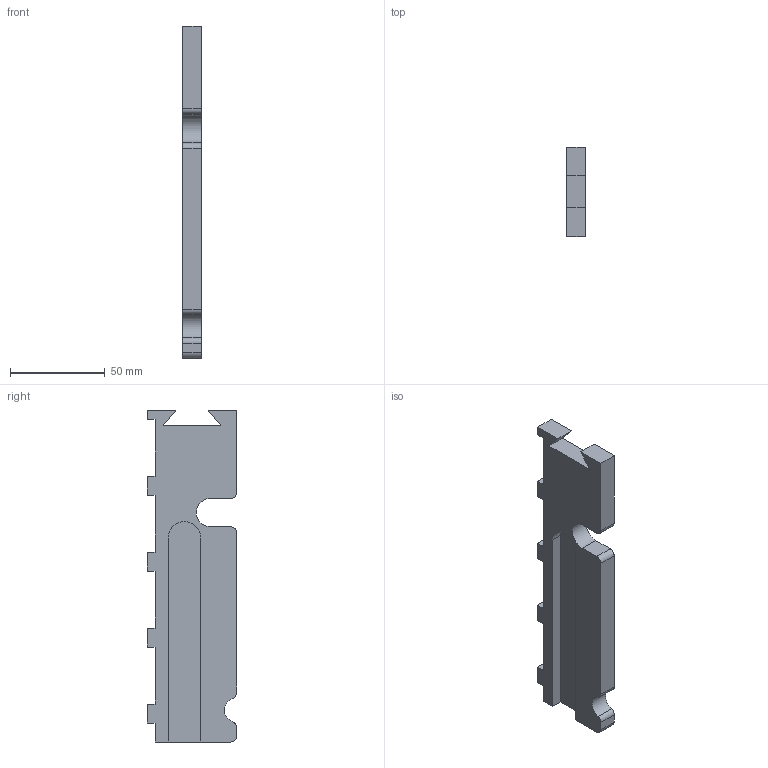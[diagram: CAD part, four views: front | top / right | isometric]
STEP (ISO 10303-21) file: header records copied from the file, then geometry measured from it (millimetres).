
FILE_DESCRIPTION(/* description */ (''),/* implementation_level */ '2;1');
FILE_NAME(/* name */ '',/* time_stamp */ '2025-04-09T01:05:01+03:00',/* author */ ('I9232'),/* organization */ (''),/* preprocessor_version */ 'ST-DEVELOPER v19.2',/* originating_system */ 'Autodesk Inventor 2023',/* authorisation */ '');
FILE_SCHEMA (('AUTOMOTIVE_DESIGN { 1 0 10303 214 3 1 1 }'));
Length unit declared in the file: millimetre
Products named in the file (1): Рельс платформы 
подъёмника_MIR
Bounding box: 10 x 47 x 175 mm (x, y, z)
Volume: 59265 mm3; surface area: 21535 mm2
Topology: 1 solids, 1 shells, 51 faces, 135 edges, 90 vertices
Faces by surface type: plane 39, cylinder 12
Full cylindrical faces by diameter (mm): 4 x4
Entity records: 1616 total; most frequent: CARTESIAN_POINT 277, ORIENTED_EDGE 270, DIRECTION 263, EDGE_CURVE 135, LINE 111, VECTOR 111, VERTEX_POINT 90, AXIS2_PLACEMENT_3D 76
